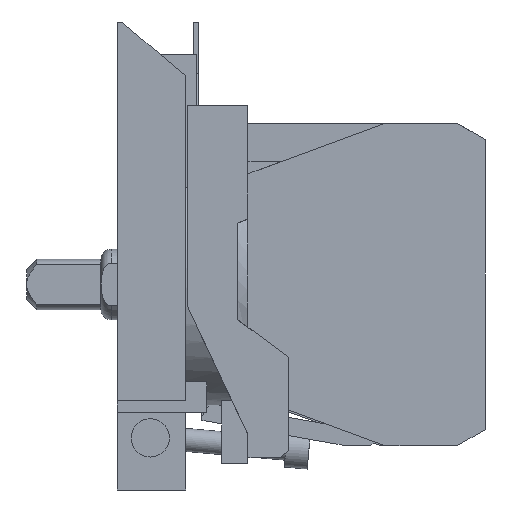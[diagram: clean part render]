
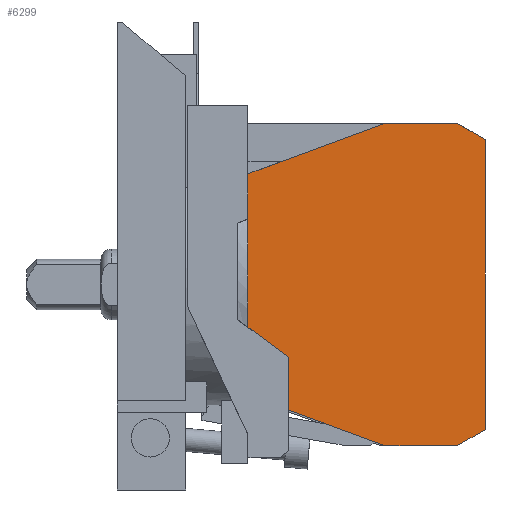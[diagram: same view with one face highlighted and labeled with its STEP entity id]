
A CAD part, front view. The second image highlights one B-rep face of the part: STEP entity #6299.
In plain terms, the highlighted planar face has unit normal (0, -1, 0).
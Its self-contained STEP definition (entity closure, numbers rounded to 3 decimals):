
#5208=CARTESIAN_POINT('POINT6377',(13.002,-4.699,
   10.998));
#5209=VERTEX_POINT('VERTEX6377',#5208);
#5216=CARTESIAN_POINT('POINT6378',(26.606,-4.699,
   15.999));
#5217=VERTEX_POINT('VERTEX6378',#5216);
#5218=CARTESIAN_POINT('POS10217',(20.172,-4.699,
   13.634));
#5219=DIRECTION('DIR13484',(-0.939,
   0.,-0.345));
#5220=VECTOR('VEC6950',#5219,25.4);
#5221=LINE('STRAIGHT6950',#5218,#5220);
#5222=EDGE_CURVE('EDGE9701',#5217,#5209,#5221,.T.);
#5268=CARTESIAN_POINT('POINT6382',(33.828,-4.699,
   15.999));
#5269=VERTEX_POINT('VERTEX6382',#5268);
#5270=CARTESIAN_POINT('POS10223',(24.801,-4.699,
   15.999));
#5271=DIRECTION('DIR13491',(1.,0.,
   0.));
#5272=VECTOR('VEC6955',#5271,25.4);
#5273=LINE('STRAIGHT6955',#5270,#5272);
#5274=EDGE_CURVE('EDGE9707',#5217,#5269,#5273,.T.);
#5292=CARTESIAN_POINT('POINT6383',(36.599,-4.699,
   14.4));
#5293=VERTEX_POINT('VERTEX6383',#5292);
#5294=CARTESIAN_POINT('POS10225',(31.828,-4.699,
   17.154));
#5295=DIRECTION('DIR13494',(-0.866,0.
   ,0.5));
#5296=VECTOR('VEC6956',#5295,25.4);
#5297=LINE('STRAIGHT6956',#5294,#5296);
#5298=EDGE_CURVE('EDGE9709',#5293,#5269,#5297,.T.);
#5331=CARTESIAN_POINT('POINT6385',(36.599,-4.699,
   -14.4));
#5332=VERTEX_POINT('VERTEX6385',#5331);
#5348=CARTESIAN_POINT('POS10231',(36.599,-4.699,
   0.));
#5349=DIRECTION('DIR13501',(0.,
   0.,-1.));
#5350=VECTOR('VEC6961',#5349,25.4);
#5351=LINE('STRAIGHT6961',#5348,#5350);
#5352=EDGE_CURVE('EDGE9714',#5293,#5332,#5351,.T.);
#5362=CARTESIAN_POINT('POINT6387',(33.828,-4.699,
   -15.999));
#5363=VERTEX_POINT('VERTEX6387',#5362);
#5364=CARTESIAN_POINT('POS10233',(31.828,-4.699,
   -17.154));
#5365=DIRECTION('DIR13504',(0.866,0.,
   0.5));
#5366=VECTOR('VEC6962',#5365,25.4);
#5367=LINE('STRAIGHT6962',#5364,#5366);
#5368=EDGE_CURVE('EDGE9715',#5363,#5332,#5367,.T.);
#5393=CARTESIAN_POINT('POINT6389',(26.606,-4.699,
   -15.999));
#5394=VERTEX_POINT('VERTEX6389',#5393);
#5410=CARTESIAN_POINT('POS10239',(24.801,-4.699,
   -15.999));
#5411=DIRECTION('DIR13511',(1.,0.,
   0.));
#5412=VECTOR('VEC6967',#5411,25.4);
#5413=LINE('STRAIGHT6967',#5410,#5412);
#5414=EDGE_CURVE('EDGE9720',#5394,#5363,#5413,.T.);
#5424=CARTESIAN_POINT('POINT6391',(17.002,-4.699,
   -12.469));
#5425=VERTEX_POINT('VERTEX6391',#5424);
#5441=CARTESIAN_POINT('POS10243',(20.172,-4.699,
   -13.634));
#5442=DIRECTION('DIR13516',(0.939,0.
   ,-0.345));
#5443=VECTOR('VEC6970',#5442,25.4);
#5444=LINE('STRAIGHT6970',#5441,#5443);
#5445=EDGE_CURVE('EDGE9723',#5425,#5394,#5444,.T.);
#5716=CARTESIAN_POINT('POINT6412',(17.002,-4.699,
   -9.946));
#5717=VERTEX_POINT('VERTEX6412',#5716);
#5718=CARTESIAN_POINT('POS10266',(17.002,-4.699,
   -3.61));
#5719=DIRECTION('DIR13551',(0.,0.,-1.));
#5720=VECTOR('VEC6981',#5719,25.4);
#5721=LINE('STRAIGHT6981',#5718,#5720);
#5722=EDGE_CURVE('EDGE9750',#5717,#5425,#5721,.T.);
#5803=CARTESIAN_POINT('POINT6416',(13.002,-4.699,
   9.946));
#5804=VERTEX_POINT('VERTEX6416',#5803);
#5812=CARTESIAN_POINT('POS10273',(13.002,-4.699,
   0.));
#5813=DIRECTION('DIR13562',(0.,0.,
   1.));
#5814=VECTOR('VEC6984',#5813,25.4);
#5815=LINE('STRAIGHT6984',#5812,#5814);
#5816=EDGE_CURVE('EDGE9758',#5804,#5209,#5815,.T.);
#6273=ORIENTED_EDGE('COEDGE19555',*,*,#5722,.T.);
#6274=ORIENTED_EDGE('COEDGE19556',*,*,#5445,.T.);
#6275=ORIENTED_EDGE('COEDGE19557',*,*,#5414,.T.);
#6276=ORIENTED_EDGE('COEDGE19558',*,*,#5368,.T.);
#6277=ORIENTED_EDGE('COEDGE19559',*,*,#5352,.F.);
#6278=ORIENTED_EDGE('COEDGE19560',*,*,#5298,.T.);
#6279=ORIENTED_EDGE('COEDGE19561',*,*,#5274,.F.);
#6280=ORIENTED_EDGE('COEDGE19562',*,*,#5222,.T.);
#6281=ORIENTED_EDGE('COEDGE19563',*,*,#5816,.F.);
#6282=CARTESIAN_POINT('POINT6442',(13.002,-4.699,
   -9.946));
#6283=VERTEX_POINT('VERTEX6442',#6282);
#6284=EDGE_CURVE('EDGE9803',#6283,#5804,#5815,.T.);
#6285=ORIENTED_EDGE('COEDGE19564',*,*,#6284,.F.);
#6286=CARTESIAN_POINT('POS10319',(8.89,-4.699,
   -9.946));
#6287=DIRECTION('DIR13624',(1.,0.,
   0.));
#6288=VECTOR('VEC7014',#6287,25.4);
#6289=LINE('STRAIGHT7014',#6286,#6288);
#6290=EDGE_CURVE('EDGE9804',#6283,#5717,#6289,.T.);
#6291=ORIENTED_EDGE('COEDGE19565',*,*,#6290,.T.);
#6292=EDGE_LOOP('NONE',(#6273,#6274,#6275,#6276,#6277,#6278,#6279,#6280,
   #6281,#6285,#6291));
#6293=FACE_BOUND('LOOP1',#6292,.T.);
#6294=CARTESIAN_POINT('POS10320',(24.801,-4.699,
   0.));
#6295=DIRECTION('DIR13625',(0.,1.,0.));
#6296=DIRECTION('DIR13626',(1.,0.,0.));
#6297=AXIS2_PLACEMENT_3D('AXIS3306',#6294,#6295,#6296);
#6298=PLANE('PLANE2172',#6297);
#6299=ADVANCED_FACE('FACE3348',(#6293),#6298,.F.);
